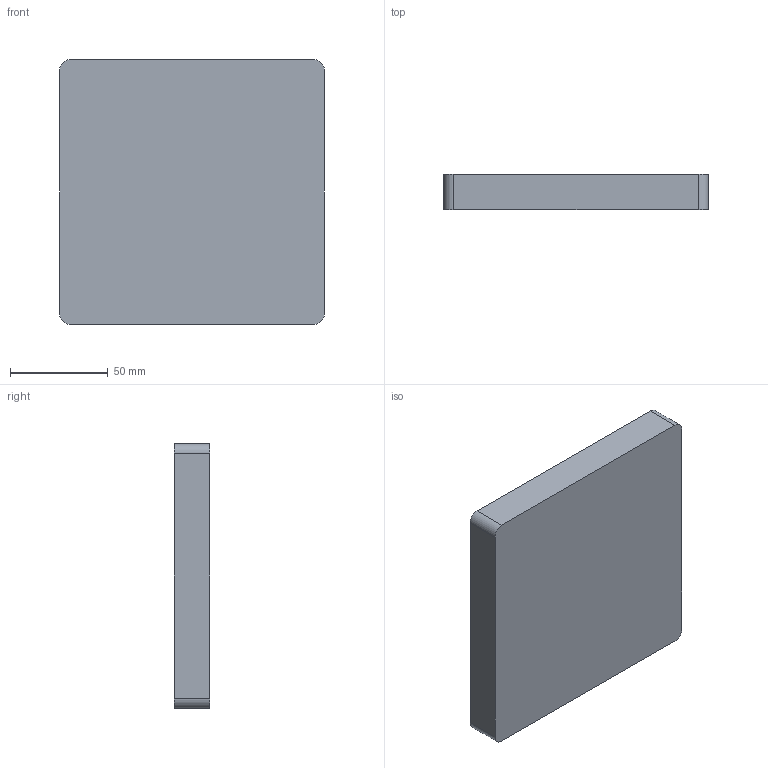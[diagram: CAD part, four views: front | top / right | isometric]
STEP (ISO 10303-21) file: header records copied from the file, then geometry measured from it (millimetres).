
FILE_DESCRIPTION (( 'STEP AP214' ), '1' );
FILE_NAME ('Pallet.STEP', '2023-07-02T17:11:57', ( '' ), ( '' ), 'SwSTEP 2.0', 'SolidWorks 2020', '' );
FILE_SCHEMA (( 'AUTOMOTIVE_DESIGN' ));
Length unit declared in the file: millimetre
Products named in the file (1): Pallet
Bounding box: 135 x 18 x 135 mm (x, y, z)
Volume: 239967.2 mm3; surface area: 57593.7 mm2
Topology: 1 solids, 1 shells, 90 faces, 184 edges, 112 vertices
Faces by surface type: cylinder 36, cone 32, plane 22
Entity records: 2410 total; most frequent: DIRECTION 470, CARTESIAN_POINT 387, ORIENTED_EDGE 368, AXIS2_PLACEMENT_3D 195, EDGE_CURVE 184, VERTEX_POINT 112, EDGE_LOOP 106, CIRCLE 104
